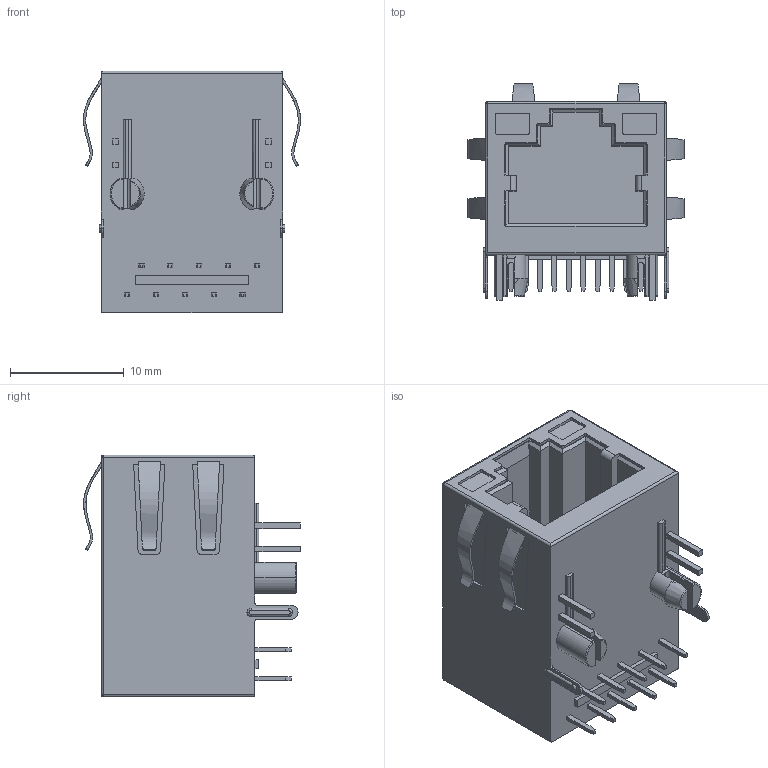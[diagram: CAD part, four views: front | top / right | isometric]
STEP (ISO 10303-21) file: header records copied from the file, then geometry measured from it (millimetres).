
FILE_DESCRIPTION (( 'STEP AP203' ),'1' );
FILE_NAME ('TMJ166323B10NL.STEP','2023-03-07T02:50:09',( '' ),( '' ),'SwSTEP 2.0','SolidWorks 2022','' );
FILE_SCHEMA (( 'CONFIG_CONTROL_DESIGN' ));
Length unit declared in the file: millimetre
Products named in the file (1): TMJ166323B10NL
Bounding box: 19.11 x 19.08 x 21.3 mm (x, y, z)
Volume: 3716.7 mm3; surface area: 2517.3 mm2
Topology: 1 solids, 1 shells, 421 faces, 1349 edges, 999 vertices
Faces by surface type: plane 292, cylinder 91, bspline 20, sphere 8, torus 8, cone 2
Entity records: 15228 total; most frequent: CARTESIAN_POINT 6182, ORIENTED_EDGE 2698, EDGE_CURVE 1349, VERTEX_POINT 999, LINE 934, EDGE_LOOP 490, AXIS2_PLACEMENT_3D 481, ADVANCED_FACE 421
